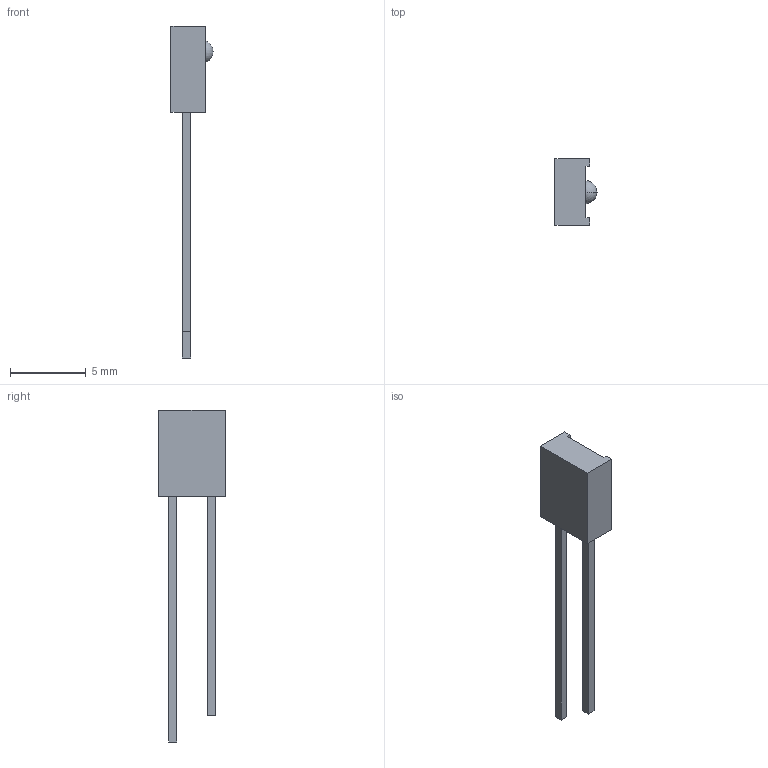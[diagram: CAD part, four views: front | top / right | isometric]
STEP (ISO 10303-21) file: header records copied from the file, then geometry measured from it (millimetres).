
FILE_DESCRIPTION(('FreeCAD Model'),'2;1');
FILE_NAME('Body_sp.step','2017-08-20T15:51:32',( 'kicad StepUp'),('ksu MCAD'),'Open CASCADE STEP processor 7.1', 'FreeCAD','Unknown');
FILE_SCHEMA(('AUTOMOTIVE_DESIGN { 1 0 10303 214 1 1 1 1 }'));
Length unit declared in the file: millimetre
Products named in the file (1): Body_sp
Bounding box: 2.79 x 4.4 x 21.95 mm (x, y, z)
Volume: 63.3 mm3; surface area: 168 mm2
Topology: 1 solids, 1 shells, 24 faces, 54 edges, 36 vertices
Faces by surface type: plane 21, sphere 2, cylinder 1
Full cylindrical faces by diameter (mm): 1.52 x1
Entity records: 845 total; most frequent: CARTESIAN_POINT 115, DIRECTION 109, ORIENTED_EDGE 108, EDGE_CURVE 54, LINE 49, VECTOR 49, VERTEX_POINT 36, AXIS2_PLACEMENT_3D 30
